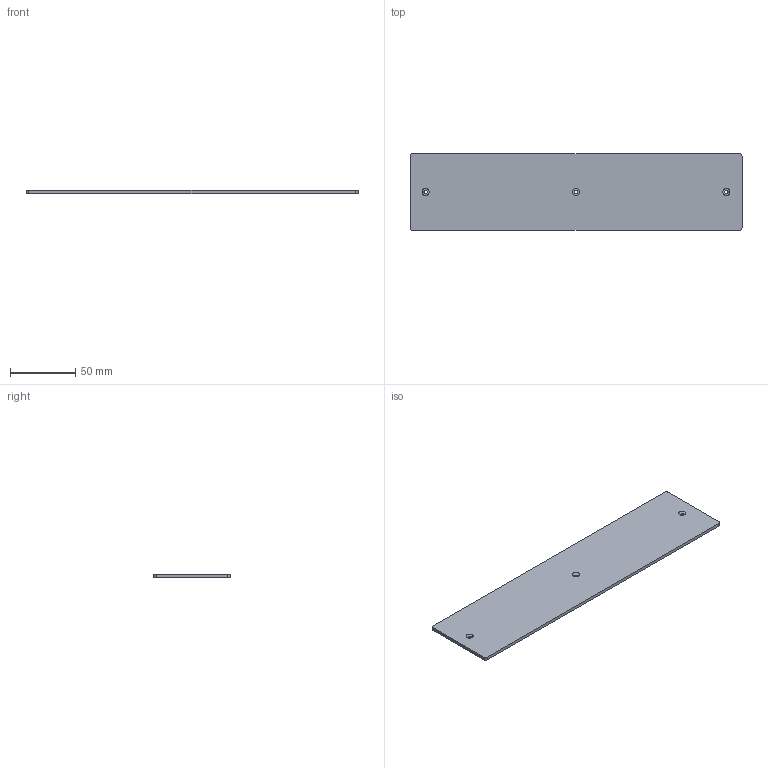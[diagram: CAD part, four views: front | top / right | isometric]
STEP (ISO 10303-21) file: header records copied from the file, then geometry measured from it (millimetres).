
FILE_DESCRIPTION(/* description */ (''),/* implementation_level */ '2;1');
FILE_NAME(/* name */ 'sammy_internal_weight_v5.step',/* time_stamp */ '2023-07-10T21:37:42-06:00',/* author */ (''),/* organization */ (''),/* preprocessor_version */ 'ST-DEVELOPER v19.2',/* originating_system */ 'Autodesk Translation Framework v12.6.0.85',/* authorisation */ '');
FILE_SCHEMA (('AUTOMOTIVE_DESIGN { 1 0 10303 214 3 1 1 }'));
Length unit declared in the file: millimetre
Products named in the file (1): brass_internal_weight_v2
Bounding box: 255 x 59 x 2.5 mm (x, y, z)
Volume: 37527.4 mm3; surface area: 31660.6 mm2
Topology: 1 solids, 1 shells, 16 faces, 39 edges, 25 vertices
Faces by surface type: cylinder 7, plane 6, cone 3
Full cylindrical faces by diameter (mm): 2.7 x3
Entity records: 528 total; most frequent: DIRECTION 90, CARTESIAN_POINT 81, ORIENTED_EDGE 78, EDGE_CURVE 39, AXIS2_PLACEMENT_3D 34, VERTEX_POINT 25, EDGE_LOOP 22, LINE 22
